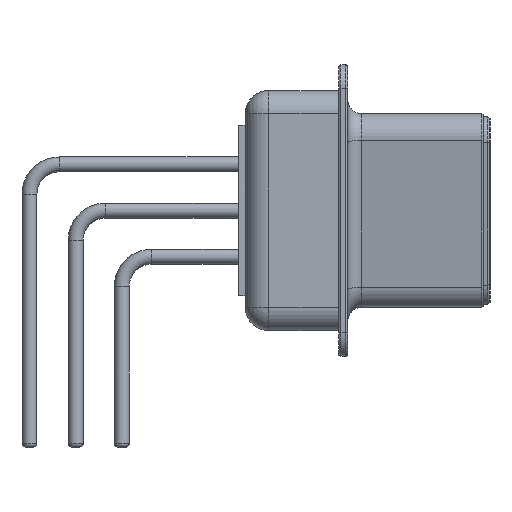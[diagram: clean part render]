
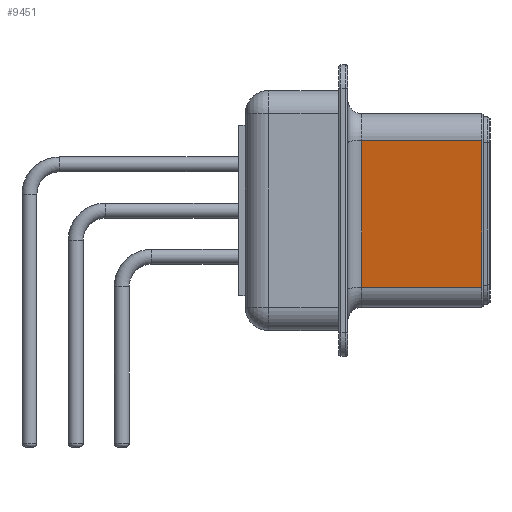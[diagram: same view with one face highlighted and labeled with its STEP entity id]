
A CAD part, left-side view. The second image highlights one B-rep face of the part: STEP entity #9451.
In plain terms, the highlighted planar face has unit normal (-0.99, 0, -0.144).
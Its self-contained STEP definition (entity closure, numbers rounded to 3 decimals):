
#9206 = VERTEX_POINT('',#9207);
#9207 = CARTESIAN_POINT('',(-50.731,-14.26,9.256));
#9258 = VERTEX_POINT('',#9259);
#9259 = CARTESIAN_POINT('',(-49.817,-14.26,2.956));
#9268 = EDGE_CURVE('',#9258,#9206,#9269,.T.);
#9269 = LINE('',#9270,#9271);
#9270 = CARTESIAN_POINT('',(-49.817,-14.26,2.956));
#9271 = VECTOR('',#9272,1.);
#9272 = DIRECTION('',(-0.144,0.,0.99)
);
#9407 = EDGE_CURVE('',#9206,#9408,#9410,.T.);
#9408 = VERTEX_POINT('',#9409);
#9409 = CARTESIAN_POINT('',(-50.731,-19.41,9.256));
#9410 = LINE('',#9411,#9412);
#9411 = CARTESIAN_POINT('',(-50.731,-13.66,9.256));
#9412 = VECTOR('',#9413,1.);
#9413 = DIRECTION('',(0.,-1.,0.));
#9451 = ADVANCED_FACE('',(#9452),#9470,.T.);
#9452 = FACE_BOUND('',#9453,.T.);
#9453 = EDGE_LOOP('',(#9454,#9462,#9468,#9469));
#9454 = ORIENTED_EDGE('',*,*,#9455,.T.);
#9455 = EDGE_CURVE('',#9258,#9456,#9458,.T.);
#9456 = VERTEX_POINT('',#9457);
#9457 = CARTESIAN_POINT('',(-49.817,-19.41,2.956));
#9458 = LINE('',#9459,#9460);
#9459 = CARTESIAN_POINT('',(-49.817,-13.66,2.956));
#9460 = VECTOR('',#9461,1.);
#9461 = DIRECTION('',(0.,-1.,0.));
#9462 = ORIENTED_EDGE('',*,*,#9463,.F.);
#9463 = EDGE_CURVE('',#9408,#9456,#9464,.T.);
#9464 = LINE('',#9465,#9466);
#9465 = CARTESIAN_POINT('',(-50.731,-19.41,9.256));
#9466 = VECTOR('',#9467,1.);
#9467 = DIRECTION('',(0.144,0.,-0.99
));
#9468 = ORIENTED_EDGE('',*,*,#9407,.F.);
#9469 = ORIENTED_EDGE('',*,*,#9268,.F.);
#9470 = PLANE('',#9471);
#9471 = AXIS2_PLACEMENT_3D('',#9472,#9473,#9474);
#9472 = CARTESIAN_POINT('',(-49.693,-13.66,2.1));
#9473 = DIRECTION('',(-0.99,0.,
-0.144));
#9474 = DIRECTION('',(-0.144,0.,0.99)
);
